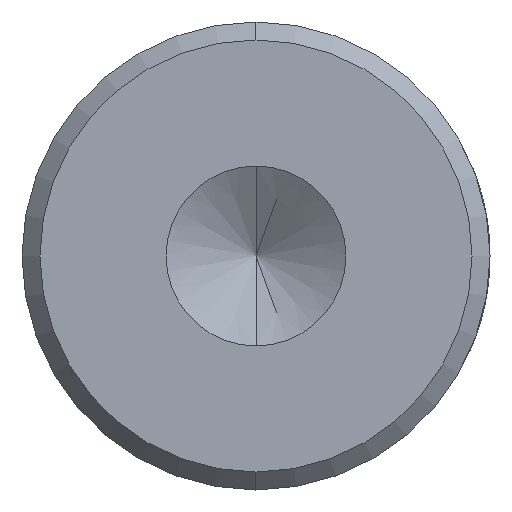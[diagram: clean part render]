
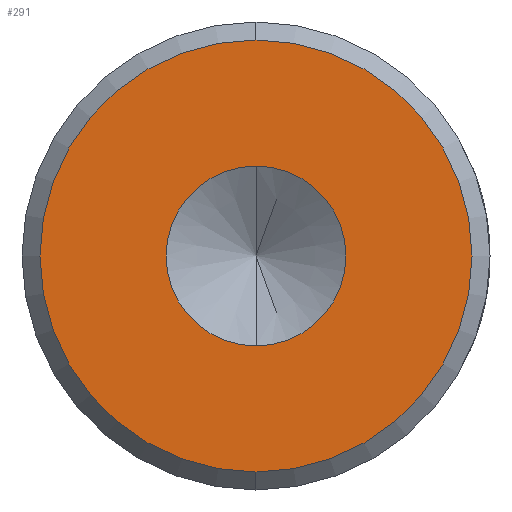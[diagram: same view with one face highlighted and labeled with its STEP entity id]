
A CAD part, left-side view. The second image highlights one B-rep face of the part: STEP entity #291.
In plain terms, the highlighted planar face has unit normal (-1, 0, 0).
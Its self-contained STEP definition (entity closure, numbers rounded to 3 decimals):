
#12 = CARTESIAN_POINT ( 'NONE',  ( 0., 0., 0. ) ) ;
#31 = CIRCLE ( 'NONE', #1115, 2.5 ) ;
#49 = CIRCLE ( 'NONE', #644, 6.001 ) ;
#59 = DIRECTION ( 'NONE',  ( 0., 0., 1. ) ) ;
#104 = DIRECTION ( 'NONE',  ( 0., 0., 1. ) ) ;
#280 = EDGE_CURVE ( 'NONE', #919, #1111, #49, .T. ) ;
#282 = EDGE_CURVE ( 'NONE', #1234, #1174, #505, .T. ) ;
#291 = ADVANCED_FACE ( 'NONE', ( #1245, #568 ), #925, .T. ) ;
#322 = DIRECTION ( 'NONE',  ( -1., 0., 0. ) ) ;
#329 = DIRECTION ( 'NONE',  ( -1., 0., 0. ) ) ;
#360 = CARTESIAN_POINT ( 'NONE',  ( 0., 0., -6.001 ) ) ;
#365 = ORIENTED_EDGE ( 'NONE', *, *, #1032, .F. ) ;
#394 = CARTESIAN_POINT ( 'NONE',  ( 0., 0., 2.5 ) ) ;
#433 = DIRECTION ( 'NONE',  ( 0., 0., 1. ) ) ;
#474 = EDGE_CURVE ( 'NONE', #1111, #919, #1108, .T. ) ;
#505 = CIRCLE ( 'NONE', #844, 2.5 ) ;
#568 = FACE_BOUND ( 'NONE', #1049, .T. ) ;
#642 = ORIENTED_EDGE ( 'NONE', *, *, #474, .T. ) ;
#644 = AXIS2_PLACEMENT_3D ( 'NONE', #12, #728, #104 ) ;
#691 = DIRECTION ( 'NONE',  ( -1., 0., 0. ) ) ;
#728 = DIRECTION ( 'NONE',  ( -1., 0., 0. ) ) ;
#736 = EDGE_LOOP ( 'NONE', ( #1184, #642 ) ) ;
#793 = CARTESIAN_POINT ( 'NONE',  ( 0., 0., -2.5 ) ) ;
#817 = AXIS2_PLACEMENT_3D ( 'NONE', #931, #329, #1026 ) ;
#836 = CARTESIAN_POINT ( 'NONE',  ( 0., 0., 0. ) ) ;
#844 = AXIS2_PLACEMENT_3D ( 'NONE', #922, #322, #1018 ) ;
#903 = ORIENTED_EDGE ( 'NONE', *, *, #282, .F. ) ;
#919 = VERTEX_POINT ( 'NONE', #360 ) ;
#922 = CARTESIAN_POINT ( 'NONE',  ( 0., 0., 0. ) ) ;
#925 = PLANE ( 'NONE',  #1218 ) ;
#931 = CARTESIAN_POINT ( 'NONE',  ( 0., 0., 0. ) ) ;
#1018 = DIRECTION ( 'NONE',  ( 0., 0., 1. ) ) ;
#1023 = DIRECTION ( 'NONE',  ( -1., 0., 0. ) ) ;
#1026 = DIRECTION ( 'NONE',  ( 0., 0., 1. ) ) ;
#1032 = EDGE_CURVE ( 'NONE', #1174, #1234, #31, .T. ) ;
#1049 = EDGE_LOOP ( 'NONE', ( #903, #365 ) ) ;
#1078 = CARTESIAN_POINT ( 'NONE',  ( 0., 0., 6.001 ) ) ;
#1108 = CIRCLE ( 'NONE', #817, 6.001 ) ;
#1111 = VERTEX_POINT ( 'NONE', #1078 ) ;
#1115 = AXIS2_PLACEMENT_3D ( 'NONE', #1251, #691, #59 ) ;
#1174 = VERTEX_POINT ( 'NONE', #793 ) ;
#1184 = ORIENTED_EDGE ( 'NONE', *, *, #280, .T. ) ;
#1218 = AXIS2_PLACEMENT_3D ( 'NONE', #836, #1023, #433 ) ;
#1234 = VERTEX_POINT ( 'NONE', #394 ) ;
#1245 = FACE_OUTER_BOUND ( 'NONE', #736, .T. ) ;
#1251 = CARTESIAN_POINT ( 'NONE',  ( 0., 0., 0. ) ) ;
